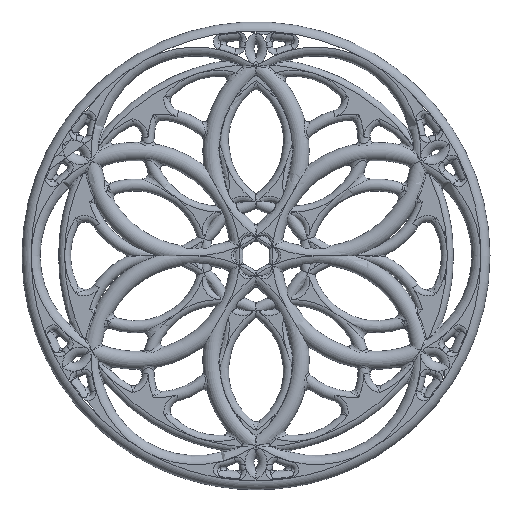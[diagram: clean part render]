
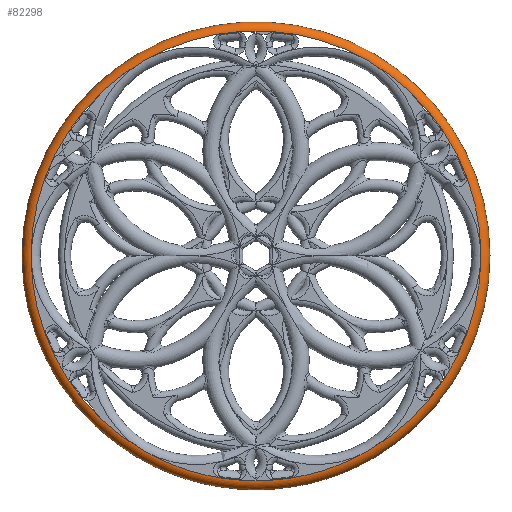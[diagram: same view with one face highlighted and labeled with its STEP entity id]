
A CAD part, top view. The second image highlights one B-rep face of the part: STEP entity #82298.
In plain terms, the highlighted toroidal (fillet/blend) face has major radius 186.602 mm and minor radius 7.5 mm.
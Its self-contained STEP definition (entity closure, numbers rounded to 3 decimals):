
#38875 = VERTEX_POINT('',#38876);
#38876 = CARTESIAN_POINT('',(-93.301,-161.603,
    0.));
#38883 = EDGE_CURVE('',#38875,#38884,#38886,.T.);
#38884 = VERTEX_POINT('',#38885);
#38885 = CARTESIAN_POINT('',(-186.603,0.,
    0.));
#38886 = CIRCLE('',#38887,186.603);
#38887 = AXIS2_PLACEMENT_3D('',#38888,#38889,#38890);
#38888 = CARTESIAN_POINT('',(0.,0.,
    0.));
#38889 = DIRECTION('',(0.,0.,-1.));
#38890 = DIRECTION('',(-1.,0.,0.));
#39027 = VERTEX_POINT('',#39028);
#39028 = CARTESIAN_POINT('',(186.603,0.,
    0.));
#39035 = EDGE_CURVE('',#39027,#39036,#39038,.T.);
#39036 = VERTEX_POINT('',#39037);
#39037 = CARTESIAN_POINT('',(93.301,-161.603,
    0.));
#39038 = CIRCLE('',#39039,186.603);
#39039 = AXIS2_PLACEMENT_3D('',#39040,#39041,#39042);
#39040 = CARTESIAN_POINT('',(0.,0.,
    0.));
#39041 = DIRECTION('',(0.,0.,-1.));
#39042 = DIRECTION('',(-1.,0.,0.));
#39153 = VERTEX_POINT('',#39154);
#39154 = CARTESIAN_POINT('',(-93.301,161.603,
    0.));
#39161 = EDGE_CURVE('',#39153,#39162,#39164,.T.);
#39162 = VERTEX_POINT('',#39163);
#39163 = CARTESIAN_POINT('',(93.301,161.603,
    0.));
#39164 = CIRCLE('',#39165,186.603);
#39165 = AXIS2_PLACEMENT_3D('',#39166,#39167,#39168);
#39166 = CARTESIAN_POINT('',(0.,0.,
    0.));
#39167 = DIRECTION('',(0.,0.,-1.));
#39168 = DIRECTION('',(-1.,0.,0.));
#40188 = EDGE_CURVE('',#38875,#39036,#40189,.T.);
#40189 = CIRCLE('',#40190,186.603);
#40190 = AXIS2_PLACEMENT_3D('',#40191,#40192,#40193);
#40191 = CARTESIAN_POINT('',(0.,0.,0.));
#40192 = DIRECTION('',(0.,0.,1.));
#40193 = DIRECTION('',(-1.,0.,0.));
#40273 = EDGE_CURVE('',#38884,#39153,#40274,.T.);
#40274 = CIRCLE('',#40275,186.603);
#40275 = AXIS2_PLACEMENT_3D('',#40276,#40277,#40278);
#40276 = CARTESIAN_POINT('',(0.,0.,0.));
#40277 = DIRECTION('',(0.,0.,-1.));
#40278 = DIRECTION('',(-1.,0.,0.));
#40358 = EDGE_CURVE('',#39162,#39027,#40359,.T.);
#40359 = CIRCLE('',#40360,186.603);
#40360 = AXIS2_PLACEMENT_3D('',#40361,#40362,#40363);
#40361 = CARTESIAN_POINT('',(0.,0.,0.));
#40362 = DIRECTION('',(0.,0.,-1.));
#40363 = DIRECTION('',(-1.,0.,0.));
#50928 = VERTEX_POINT('',#50929);
#50929 = CARTESIAN_POINT('',(-186.603,0.,15.));
#63378 = VERTEX_POINT('',#63379);
#63379 = CARTESIAN_POINT('',(-93.301,161.603,15.));
#63529 = VERTEX_POINT('',#63530);
#63530 = CARTESIAN_POINT('',(93.301,161.603,15.));
#63655 = VERTEX_POINT('',#63656);
#63656 = CARTESIAN_POINT('',(-93.301,-161.603,15.));
#64208 = VERTEX_POINT('',#64209);
#64209 = CARTESIAN_POINT('',(93.301,-161.603,15.));
#66437 = VERTEX_POINT('',#66438);
#66438 = CARTESIAN_POINT('',(186.603,0.,15.));
#82047 = EDGE_CURVE('',#64208,#66437,#82048,.T.);
#82048 = CIRCLE('',#82049,186.603);
#82049 = AXIS2_PLACEMENT_3D('',#82050,#82051,#82052);
#82050 = CARTESIAN_POINT('',(0.,0.,15.));
#82051 = DIRECTION('',(0.,0.,1.));
#82052 = DIRECTION('',(1.,0.,-0.));
#82153 = EDGE_CURVE('',#50928,#63655,#82154,.T.);
#82154 = CIRCLE('',#82155,186.603);
#82155 = AXIS2_PLACEMENT_3D('',#82156,#82157,#82158);
#82156 = CARTESIAN_POINT('',(0.,0.,15.));
#82157 = DIRECTION('',(0.,0.,1.));
#82158 = DIRECTION('',(1.,0.,-0.));
#82233 = EDGE_CURVE('',#63529,#63378,#82234,.T.);
#82234 = CIRCLE('',#82235,186.603);
#82235 = AXIS2_PLACEMENT_3D('',#82236,#82237,#82238);
#82236 = CARTESIAN_POINT('',(0.,0.,15.));
#82237 = DIRECTION('',(0.,0.,1.));
#82238 = DIRECTION('',(1.,0.,-0.));
#82298 = ADVANCED_FACE('',(#82299),#82345,.T.);
#82299 = FACE_BOUND('',#82300,.T.);
#82300 = EDGE_LOOP('',(#82301,#82302,#82303,#82304,#82317,#82318,#82325,
    #82326,#82333,#82334,#82341,#82342,#82343,#82344));
#82301 = ORIENTED_EDGE('',*,*,#38883,.F.);
#82302 = ORIENTED_EDGE('',*,*,#40188,.T.);
#82303 = ORIENTED_EDGE('',*,*,#39035,.F.);
#82304 = ORIENTED_EDGE('',*,*,#82305,.T.);
#82305 = EDGE_CURVE('',#39027,#66437,#82306,.T.);
#82306 = B_SPLINE_CURVE_WITH_KNOTS('',9,(#82307,#82308,#82309,#82310,
    #82311,#82312,#82313,#82314,#82315,#82316),.UNSPECIFIED.,.F.,.F.,(10
    ,10),(4.712,7.854),.PIECEWISE_BEZIER_KNOTS.);
#82307 = CARTESIAN_POINT('',(186.603,0.,0.));
#82308 = CARTESIAN_POINT('',(189.221,0.,0.));
#82309 = CARTESIAN_POINT('',(191.839,0.,1.028));
#82310 = CARTESIAN_POINT('',(193.995,0.,3.084));
#82311 = CARTESIAN_POINT('',(195.229,0.,5.927));
#82312 = CARTESIAN_POINT('',(195.229,0.,9.073));
#82313 = CARTESIAN_POINT('',(193.995,0.,11.916));
#82314 = CARTESIAN_POINT('',(191.839,0.,13.972));
#82315 = CARTESIAN_POINT('',(189.221,0.,15.));
#82316 = CARTESIAN_POINT('',(186.603,0.,15.));
#82317 = ORIENTED_EDGE('',*,*,#82047,.F.);
#82318 = ORIENTED_EDGE('',*,*,#82319,.T.);
#82319 = EDGE_CURVE('',#64208,#63655,#82320,.T.);
#82320 = CIRCLE('',#82321,186.603);
#82321 = AXIS2_PLACEMENT_3D('',#82322,#82323,#82324);
#82322 = CARTESIAN_POINT('',(0.,0.,15.));
#82323 = DIRECTION('',(0.,0.,-1.));
#82324 = DIRECTION('',(1.,0.,0.));
#82325 = ORIENTED_EDGE('',*,*,#82153,.F.);
#82326 = ORIENTED_EDGE('',*,*,#82327,.F.);
#82327 = EDGE_CURVE('',#63378,#50928,#82328,.T.);
#82328 = CIRCLE('',#82329,186.603);
#82329 = AXIS2_PLACEMENT_3D('',#82330,#82331,#82332);
#82330 = CARTESIAN_POINT('',(0.,0.,15.));
#82331 = DIRECTION('',(0.,0.,1.));
#82332 = DIRECTION('',(1.,0.,0.));
#82333 = ORIENTED_EDGE('',*,*,#82233,.F.);
#82334 = ORIENTED_EDGE('',*,*,#82335,.F.);
#82335 = EDGE_CURVE('',#66437,#63529,#82336,.T.);
#82336 = CIRCLE('',#82337,186.603);
#82337 = AXIS2_PLACEMENT_3D('',#82338,#82339,#82340);
#82338 = CARTESIAN_POINT('',(0.,0.,15.));
#82339 = DIRECTION('',(0.,0.,1.));
#82340 = DIRECTION('',(1.,0.,0.));
#82341 = ORIENTED_EDGE('',*,*,#82305,.F.);
#82342 = ORIENTED_EDGE('',*,*,#40358,.F.);
#82343 = ORIENTED_EDGE('',*,*,#39161,.F.);
#82344 = ORIENTED_EDGE('',*,*,#40273,.F.);
#82345 = TOROIDAL_SURFACE('',#82346,186.603,7.5);
#82346 = AXIS2_PLACEMENT_3D('',#82347,#82348,#82349);
#82347 = CARTESIAN_POINT('',(0.,0.,7.5));
#82348 = DIRECTION('',(0.,0.,1.));
#82349 = DIRECTION('',(1.,0.,-0.));
